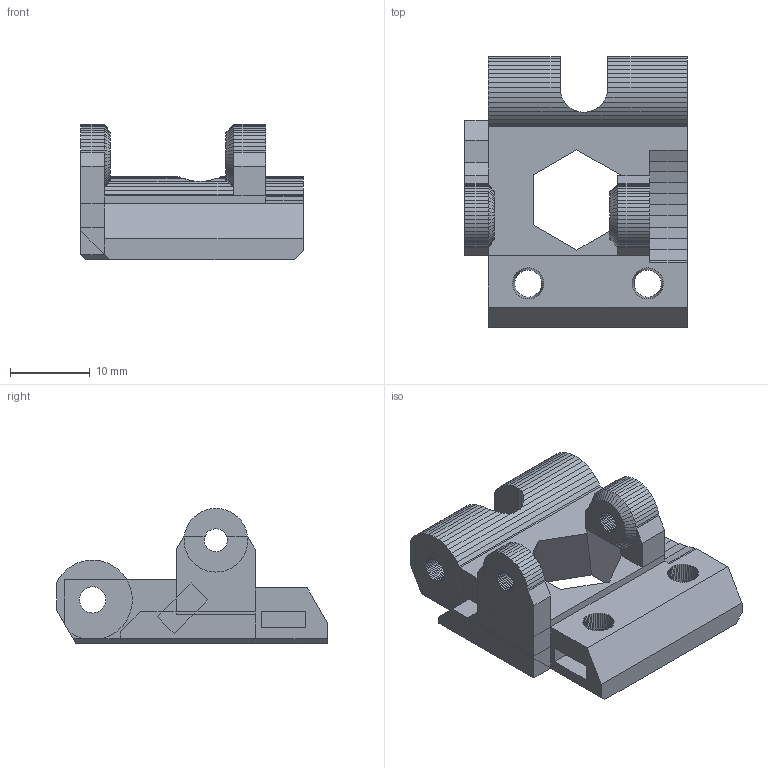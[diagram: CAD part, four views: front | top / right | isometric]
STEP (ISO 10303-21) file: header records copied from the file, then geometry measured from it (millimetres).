
FILE_DESCRIPTION(('FreeCAD Model'),'2;1');
FILE_NAME('extruder-idler.step','2018-08-02T08:59:49',('Author'),(''), 'Open CASCADE STEP processor 6.8','FreeCAD','Unknown');
FILE_SCHEMA(('AUTOMOTIVE_DESIGN { 1 0 10303 214 1 1 1 1 }'));
Products named in the file (1): Group
Bounding box: 28 x 34 x 17 mm (x, y, z)
Volume: 5407.9 mm3; surface area: 3842 mm2
Topology: 1 solids, 3 shells, 960 faces, 2650 edges, 1692 vertices
Faces by surface type: plane 654, bspline 306
Entity records: 50341 total; most frequent: CARTESIAN_POINT 27927, ORIENTED_EDGE 5300, DIRECTION 3440, EDGE_CURVE 2650, LINE 2130, VECTOR 2130, VERTEX_POINT 1692, FACE_BOUND 974
